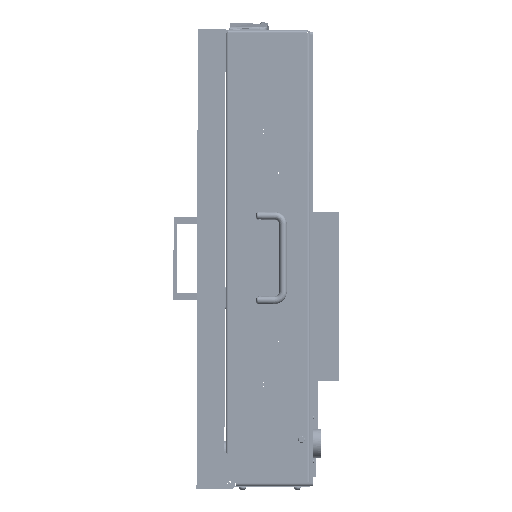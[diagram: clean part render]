
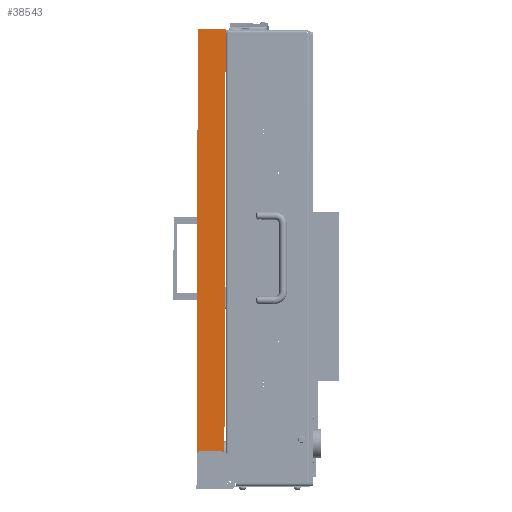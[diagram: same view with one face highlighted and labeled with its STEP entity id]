
A CAD part, left-side view. The second image highlights one B-rep face of the part: STEP entity #38543.
In plain terms, the highlighted planar face has unit normal (-1, 0, 0).
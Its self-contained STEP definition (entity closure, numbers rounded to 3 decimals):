
#1471 = AXIS2_PLACEMENT_3D ( 'NONE', #31196, #31815, #107413 ) ;
#8574 = CIRCLE ( 'NONE', #24311, 5. ) ;
#13936 = FACE_OUTER_BOUND ( 'NONE', #56625, .T. ) ;
#18488 = EDGE_CURVE ( 'NONE', #73900, #91574, #39704, .T. ) ;
#18510 = VERTEX_POINT ( 'NONE', #114087 ) ;
#19546 = CARTESIAN_POINT ( 'NONE',  ( -327.5, 28., -233. ) ) ;
#22548 = CARTESIAN_POINT ( 'NONE',  ( -327.5, 33., 273. ) ) ;
#24132 = DIRECTION ( 'NONE',  ( 0., -1., 0. ) ) ;
#24311 = AXIS2_PLACEMENT_3D ( 'NONE', #19546, #76081, #78518 ) ;
#31196 = CARTESIAN_POINT ( 'NONE',  ( -327.5, 7., -248. ) ) ;
#31815 = DIRECTION ( 'NONE',  ( -1., 0., 0. ) ) ;
#32100 = CARTESIAN_POINT ( 'NONE',  ( -327.5, 33., 273. ) ) ;
#32429 = EDGE_CURVE ( 'NONE', #91574, #18510, #116325, .T. ) ;
#38089 = ORIENTED_EDGE ( 'NONE', *, *, #87837, .T. ) ;
#38543 = ADVANCED_FACE ( 'NONE', ( #13936 ), #51439, .F. ) ;
#39704 = LINE ( 'NONE', #77193, #52726 ) ;
#42185 = DIRECTION ( 'NONE',  ( 1., 0., 0. ) ) ;
#44711 = EDGE_CURVE ( 'NONE', #103157, #111289, #119228, .T. ) ;
#46020 = VECTOR ( 'NONE', #109520, 1000. ) ;
#50121 = DIRECTION ( 'NONE',  ( 0., 0., 1. ) ) ;
#51439 = PLANE ( 'NONE',  #72443 ) ;
#51820 = CARTESIAN_POINT ( 'NONE',  ( -327.5, 7., -228. ) ) ;
#52726 = VECTOR ( 'NONE', #50121, 1000. ) ;
#53419 = ORIENTED_EDGE ( 'NONE', *, *, #110292, .F. ) ;
#56625 = EDGE_LOOP ( 'NONE', ( #53419, #97684, #88928, #99786, #56884, #38089 ) ) ;
#56827 = LINE ( 'NONE', #113963, #68706 ) ;
#56884 = ORIENTED_EDGE ( 'NONE', *, *, #18488, .F. ) ;
#66898 = CARTESIAN_POINT ( 'NONE',  ( -327.5, 0., -229.265 ) ) ;
#68706 = VECTOR ( 'NONE', #75239, 1000. ) ;
#68939 = VECTOR ( 'NONE', #24132, 1000. ) ;
#72443 = AXIS2_PLACEMENT_3D ( 'NONE', #88929, #42185, #78876 ) ;
#73900 = VERTEX_POINT ( 'NONE', #76912 ) ;
#75239 = DIRECTION ( 'NONE',  ( 0., 0., 1. ) ) ;
#76081 = DIRECTION ( 'NONE',  ( 1., 0., 0. ) ) ;
#76912 = CARTESIAN_POINT ( 'NONE',  ( -327.5, 33., -233. ) ) ;
#77193 = CARTESIAN_POINT ( 'NONE',  ( -327.5, 33., -273. ) ) ;
#78518 = DIRECTION ( 'NONE',  ( 0., 0., -1. ) ) ;
#78876 = DIRECTION ( 'NONE',  ( 0., 0., -1. ) ) ;
#87837 = EDGE_CURVE ( 'NONE', #73900, #91337, #8574, .T. ) ;
#88928 = ORIENTED_EDGE ( 'NONE', *, *, #117409, .T. ) ;
#88929 = CARTESIAN_POINT ( 'NONE',  ( -327.5, 33., -273. ) ) ;
#90478 = CARTESIAN_POINT ( 'NONE',  ( -327.5, 33., -228. ) ) ;
#91337 = VERTEX_POINT ( 'NONE', #92045 ) ;
#91574 = VERTEX_POINT ( 'NONE', #22548 ) ;
#92045 = CARTESIAN_POINT ( 'NONE',  ( -327.5, 28., -228. ) ) ;
#92282 = LINE ( 'NONE', #90478, #46020 ) ;
#97684 = ORIENTED_EDGE ( 'NONE', *, *, #44711, .F. ) ;
#99786 = ORIENTED_EDGE ( 'NONE', *, *, #32429, .F. ) ;
#103157 = VERTEX_POINT ( 'NONE', #66898 ) ;
#107413 = DIRECTION ( 'NONE',  ( 0., 0., -1. ) ) ;
#109520 = DIRECTION ( 'NONE',  ( 0., 1., 0. ) ) ;
#110292 = EDGE_CURVE ( 'NONE', #111289, #91337, #92282, .T. ) ;
#111289 = VERTEX_POINT ( 'NONE', #51820 ) ;
#113963 = CARTESIAN_POINT ( 'NONE',  ( -327.5, 0., -273. ) ) ;
#114087 = CARTESIAN_POINT ( 'NONE',  ( -327.5, 0., 273. ) ) ;
#116325 = LINE ( 'NONE', #32100, #68939 ) ;
#117409 = EDGE_CURVE ( 'NONE', #103157, #18510, #56827, .T. ) ;
#119228 = CIRCLE ( 'NONE', #1471, 20. ) ;
